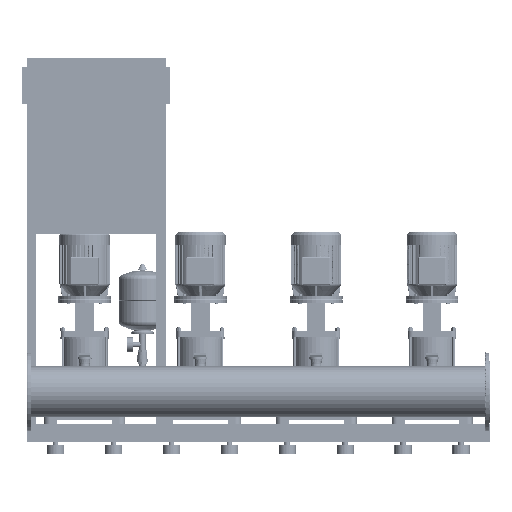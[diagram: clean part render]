
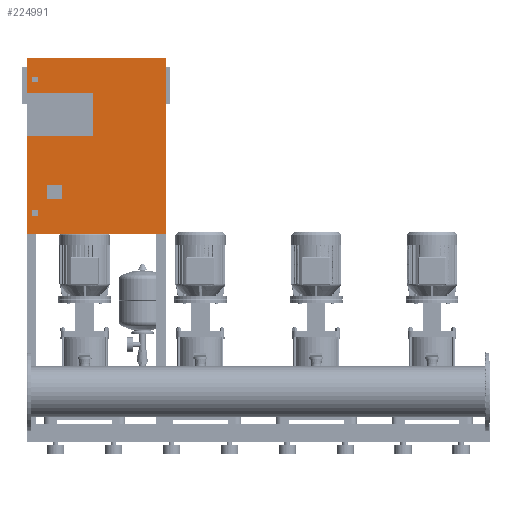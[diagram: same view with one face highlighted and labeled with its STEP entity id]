
A CAD part, front view. The second image highlights one B-rep face of the part: STEP entity #224991.
In plain terms, the highlighted planar face has unit normal (0, -1, 0).
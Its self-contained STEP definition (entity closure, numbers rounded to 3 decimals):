
#223610=CARTESIAN_POINT('',(50.,-540.,1628.0));
#223611=VERTEX_POINT('',#223610);
#223618=CARTESIAN_POINT('',(25.,-540.,1628.0));
#223619=VERTEX_POINT('',#223618);
#223620=CARTESIAN_POINT('',(25.,-540.,1628.0));
#223621=DIRECTION('',(1.0,0.0,0.0));
#223622=VECTOR('',#223621,25.0);
#223623=LINE('',#223620,#223622);
#223624=EDGE_CURVE('',#223619,#223611,#223623,.T.);
#223642=CARTESIAN_POINT('',(25.0,-540.,1603.0));
#223643=VERTEX_POINT('',#223642);
#223644=CARTESIAN_POINT('',(25.0,-540.,1603.0));
#223645=DIRECTION('',(0.0,0.0,1.0));
#223646=VECTOR('',#223645,25.0);
#223647=LINE('',#223644,#223646);
#223648=EDGE_CURVE('',#223643,#223619,#223647,.T.);
#223666=CARTESIAN_POINT('',(50.,-540.,1603.0));
#223667=VERTEX_POINT('',#223666);
#223668=CARTESIAN_POINT('',(50.,-540.,1603.0));
#223669=DIRECTION('',(-1.0,0.0,0.0));
#223670=VECTOR('',#223669,25.);
#223671=LINE('',#223668,#223670);
#223672=EDGE_CURVE('',#223667,#223643,#223671,.T.);
#223690=CARTESIAN_POINT('',(50.,-540.,1628.0));
#223691=DIRECTION('',(0.0,0.0,-1.0));
#223692=VECTOR('',#223691,25.0);
#223693=LINE('',#223690,#223692);
#223694=EDGE_CURVE('',#223611,#223667,#223693,.T.);
#223715=CARTESIAN_POINT('',(50.,-540.,1028.0));
#223716=VERTEX_POINT('',#223715);
#223723=CARTESIAN_POINT('',(50.,-540.,1053.0));
#223724=VERTEX_POINT('',#223723);
#223725=CARTESIAN_POINT('',(50.,-540.,1053.0));
#223726=DIRECTION('',(0.0,0.0,-1.0));
#223727=VECTOR('',#223726,25.0);
#223728=LINE('',#223725,#223727);
#223729=EDGE_CURVE('',#223724,#223716,#223728,.T.);
#223753=CARTESIAN_POINT('',(25.,-540.,1028.0));
#223754=VERTEX_POINT('',#223753);
#223761=CARTESIAN_POINT('',(50.,-540.,1028.0));
#223762=DIRECTION('',(-1.0,0.0,0.0));
#223763=VECTOR('',#223762,25.);
#223764=LINE('',#223761,#223763);
#223765=EDGE_CURVE('',#223716,#223754,#223764,.T.);
#223784=CARTESIAN_POINT('',(25.,-540.,1053.0));
#223785=VERTEX_POINT('',#223784);
#223792=CARTESIAN_POINT('',(25.,-540.,1028.0));
#223793=DIRECTION('',(0.0,0.0,1.0));
#223794=VECTOR('',#223793,25.0);
#223795=LINE('',#223792,#223794);
#223796=EDGE_CURVE('',#223754,#223785,#223795,.T.);
#223814=CARTESIAN_POINT('',(25.,-540.,1053.0));
#223815=DIRECTION('',(1.0,0.0,0.0));
#223816=VECTOR('',#223815,25.);
#223817=LINE('',#223814,#223816);
#223818=EDGE_CURVE('',#223785,#223724,#223817,.T.);
#224523=CARTESIAN_POINT('',(2.0,-540.,1558.0));
#224524=VERTEX_POINT('',#224523);
#224531=CARTESIAN_POINT('',(2.0,-540.,1373.0));
#224532=VERTEX_POINT('',#224531);
#224533=CARTESIAN_POINT('',(2.0,-540.,1373.0));
#224534=DIRECTION('',(0.0,0.0,1.0));
#224535=VECTOR('',#224534,185.0);
#224536=LINE('',#224533,#224535);
#224537=EDGE_CURVE('',#224532,#224524,#224536,.T.);
#224562=CARTESIAN_POINT('',(288.,-540.,1373.0));
#224563=VERTEX_POINT('',#224562);
#224564=CARTESIAN_POINT('',(288.,-540.,1373.0));
#224565=DIRECTION('',(-1.0,0.0,0.0));
#224566=VECTOR('',#224565,286.);
#224567=LINE('',#224564,#224566);
#224568=EDGE_CURVE('',#224563,#224532,#224567,.T.);
#224593=CARTESIAN_POINT('',(288.0,-540.,1558.0));
#224594=VERTEX_POINT('',#224593);
#224595=CARTESIAN_POINT('',(288.0,-540.,1558.0));
#224596=DIRECTION('',(0.0,0.0,-1.0));
#224597=VECTOR('',#224596,185.0);
#224598=LINE('',#224595,#224597);
#224599=EDGE_CURVE('',#224594,#224563,#224598,.T.);
#224622=CARTESIAN_POINT('',(2.0,-540.,1558.0));
#224623=DIRECTION('',(1.0,0.0,0.0));
#224624=VECTOR('',#224623,286.0);
#224625=LINE('',#224622,#224624);
#224626=EDGE_CURVE('',#224524,#224594,#224625,.T.);
#224934=CARTESIAN_POINT('',(300.,-540.,1328.0));
#224935=DIRECTION('',(0.0,-1.0,0.0));
#224936=DIRECTION('',(1.0,0.0,0.0));
#224937=AXIS2_PLACEMENT_3D('',#224934,#224935,#224936);
#224938=PLANE('',#224937);
#224939=CARTESIAN_POINT('',(0.,-540.0,948.0));
#224940=VERTEX_POINT('',#224939);
#224941=CARTESIAN_POINT('',(0.,-540.0,1708.0));
#224942=VERTEX_POINT('',#224941);
#224943=CARTESIAN_POINT('',(0.,-540.0,948.0));
#224944=DIRECTION('',(0.0,0.0,1.0));
#224945=VECTOR('',#224944,760.0);
#224946=LINE('',#224943,#224945);
#224947=EDGE_CURVE('',#224940,#224942,#224946,.T.);
#224948=ORIENTED_EDGE('',*,*,#224947,.F.);
#224949=CARTESIAN_POINT('',(600.0,-540.0,948.0));
#224950=VERTEX_POINT('',#224949);
#224951=CARTESIAN_POINT('',(600.0,-540.0,948.0));
#224952=DIRECTION('',(-1.0,0.0,0.0));
#224953=VECTOR('',#224952,600.);
#224954=LINE('',#224951,#224953);
#224955=EDGE_CURVE('',#224950,#224940,#224954,.T.);
#224956=ORIENTED_EDGE('',*,*,#224955,.F.);
#224957=CARTESIAN_POINT('',(600.0,-540.0,1708.0));
#224958=VERTEX_POINT('',#224957);
#224959=CARTESIAN_POINT('',(600.0,-540.0,1708.0));
#224960=DIRECTION('',(0.0,0.0,-1.0));
#224961=VECTOR('',#224960,760.0);
#224962=LINE('',#224959,#224961);
#224963=EDGE_CURVE('',#224958,#224950,#224962,.T.);
#224964=ORIENTED_EDGE('',*,*,#224963,.F.);
#224965=CARTESIAN_POINT('',(0.,-540.0,1708.0));
#224966=DIRECTION('',(1.0,0.0,0.0));
#224967=VECTOR('',#224966,600.0);
#224968=LINE('',#224965,#224967);
#224969=EDGE_CURVE('',#224942,#224958,#224968,.T.);
#224970=ORIENTED_EDGE('',*,*,#224969,.F.);
#224971=EDGE_LOOP('',(#224948,#224956,#224964,#224970));
#224972=FACE_OUTER_BOUND('',#224971,.T.);
#224973=ORIENTED_EDGE('',*,*,#223624,.T.);
#224974=ORIENTED_EDGE('',*,*,#223694,.T.);
#224975=ORIENTED_EDGE('',*,*,#223672,.T.);
#224976=ORIENTED_EDGE('',*,*,#223648,.T.);
#224977=EDGE_LOOP('',(#224973,#224974,#224975,#224976));
#224978=FACE_BOUND('',#224977,.T.);
#224979=ORIENTED_EDGE('',*,*,#223729,.T.);
#224980=ORIENTED_EDGE('',*,*,#223765,.T.);
#224981=ORIENTED_EDGE('',*,*,#223796,.T.);
#224982=ORIENTED_EDGE('',*,*,#223818,.T.);
#224983=EDGE_LOOP('',(#224979,#224980,#224981,#224982));
#224984=FACE_BOUND('',#224983,.T.);
#224985=ORIENTED_EDGE('',*,*,#224537,.T.);
#224986=ORIENTED_EDGE('',*,*,#224626,.T.);
#224987=ORIENTED_EDGE('',*,*,#224599,.T.);
#224988=ORIENTED_EDGE('',*,*,#224568,.T.);
#224989=EDGE_LOOP('',(#224985,#224986,#224987,#224988));
#224990=FACE_BOUND('',#224989,.T.);
#224991=ADVANCED_FACE('',(#224972,#224978,#224984,#224990),#224938,.T.);
